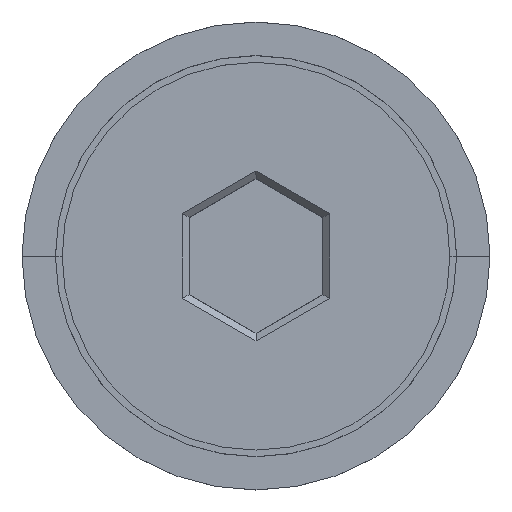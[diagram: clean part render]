
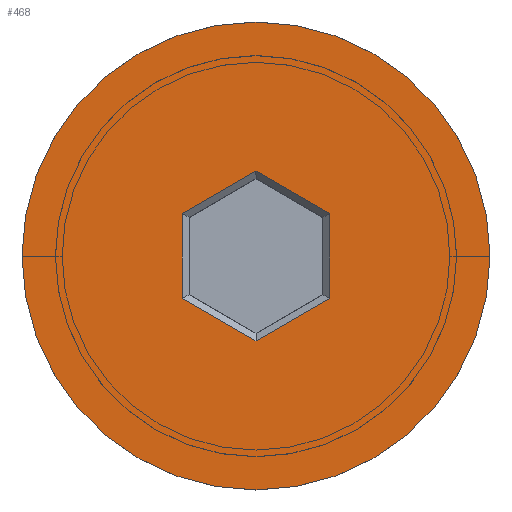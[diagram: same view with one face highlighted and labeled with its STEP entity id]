
A CAD part, top view. The second image highlights one B-rep face of the part: STEP entity #468.
In plain terms, the highlighted planar face has unit normal (0, 0, 1).
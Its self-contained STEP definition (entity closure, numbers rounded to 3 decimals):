
#20 = CARTESIAN_POINT ( 'NONE',  ( 0., 0., 0. ) ) ;
#40 = LINE ( 'NONE', #1283, #173 ) ;
#43 = VERTEX_POINT ( 'NONE', #652 ) ;
#75 = VERTEX_POINT ( 'NONE', #290 ) ;
#99 = ORIENTED_EDGE ( 'NONE', *, *, #1070, .T. ) ;
#111 = CARTESIAN_POINT ( 'NONE',  ( 1.1, -0.577, 0. ) ) ;
#125 = VECTOR ( 'NONE', #1492, 1000. ) ;
#135 = ORIENTED_EDGE ( 'NONE', *, *, #461, .T. ) ;
#159 = ORIENTED_EDGE ( 'NONE', *, *, #968, .T. ) ;
#163 = CARTESIAN_POINT ( 'NONE',  ( 0., -1.27, 0. ) ) ;
#173 = VECTOR ( 'NONE', #1530, 1000. ) ;
#250 = VERTEX_POINT ( 'NONE', #472 ) ;
#290 = CARTESIAN_POINT ( 'NONE',  ( 3.5, 0., 0. ) ) ;
#298 = LINE ( 'NONE', #417, #381 ) ;
#341 = ORIENTED_EDGE ( 'NONE', *, *, #911, .T. ) ;
#362 = DIRECTION ( 'NONE',  ( 0., 0., 1. ) ) ;
#381 = VECTOR ( 'NONE', #658, 1000. ) ;
#397 = DIRECTION ( 'NONE',  ( 0., 0., 1. ) ) ;
#401 = CARTESIAN_POINT ( 'NONE',  ( -1.1, 0.635, 0. ) ) ;
#417 = CARTESIAN_POINT ( 'NONE',  ( -1.05, -0.664, 0. ) ) ;
#427 = CARTESIAN_POINT ( 'NONE',  ( -0.05, 1.241, 0. ) ) ;
#461 = EDGE_CURVE ( 'NONE', #75, #852, #614, .T. ) ;
#468 = ADVANCED_FACE ( 'NONE', ( #1376, #864 ), #1388, .T. ) ;
#472 = CARTESIAN_POINT ( 'NONE',  ( 0., 1.27, 0. ) ) ;
#483 = ORIENTED_EDGE ( 'NONE', *, *, #501, .T. ) ;
#488 = CARTESIAN_POINT ( 'NONE',  ( 0., 0., 0. ) ) ;
#501 = EDGE_CURVE ( 'NONE', #1432, #1522, #298, .T. ) ;
#558 = VERTEX_POINT ( 'NONE', #1024 ) ;
#563 = AXIS2_PLACEMENT_3D ( 'NONE', #488, #1384, #1369 ) ;
#587 = VECTOR ( 'NONE', #1315, 1000. ) ;
#608 = ORIENTED_EDGE ( 'NONE', *, *, #746, .T. ) ;
#614 = CIRCLE ( 'NONE', #1380, 3.5 ) ;
#643 = DIRECTION ( 'NONE',  ( 1., 0., 0. ) ) ;
#652 = CARTESIAN_POINT ( 'NONE',  ( 1.1, 0.635, 0. ) ) ;
#656 = CARTESIAN_POINT ( 'NONE',  ( -1.1, 0.577, 0. ) ) ;
#658 = DIRECTION ( 'NONE',  ( -0.866, 0.5, 0. ) ) ;
#683 = DIRECTION ( 'NONE',  ( -0.866, -0.5, 0. ) ) ;
#710 = LINE ( 'NONE', #1323, #1036 ) ;
#746 = EDGE_CURVE ( 'NONE', #852, #75, #1383, .T. ) ;
#748 = DIRECTION ( 'NONE',  ( 1., 0., 0. ) ) ;
#808 = ORIENTED_EDGE ( 'NONE', *, *, #1217, .T. ) ;
#852 = VERTEX_POINT ( 'NONE', #1274 ) ;
#863 = EDGE_LOOP ( 'NONE', ( #159, #1393, #341, #808, #99, #483 ) ) ;
#864 = FACE_OUTER_BOUND ( 'NONE', #1193, .T. ) ;
#911 = EDGE_CURVE ( 'NONE', #250, #43, #40, .T. ) ;
#921 = DIRECTION ( 'NONE',  ( 0.866, 0.5, 0. ) ) ;
#959 = VECTOR ( 'NONE', #921, 1000. ) ;
#968 = EDGE_CURVE ( 'NONE', #1522, #1025, #1189, .T. ) ;
#1018 = EDGE_CURVE ( 'NONE', #1025, #250, #1428, .T. ) ;
#1024 = CARTESIAN_POINT ( 'NONE',  ( 1.1, -0.635, 0. ) ) ;
#1025 = VERTEX_POINT ( 'NONE', #401 ) ;
#1036 = VECTOR ( 'NONE', #683, 1000. ) ;
#1070 = EDGE_CURVE ( 'NONE', #558, #1432, #710, .T. ) ;
#1129 = LINE ( 'NONE', #111, #125 ) ;
#1189 = LINE ( 'NONE', #656, #587 ) ;
#1193 = EDGE_LOOP ( 'NONE', ( #135, #608 ) ) ;
#1217 = EDGE_CURVE ( 'NONE', #43, #558, #1129, .T. ) ;
#1274 = CARTESIAN_POINT ( 'NONE',  ( -3.5, 0., 0. ) ) ;
#1283 = CARTESIAN_POINT ( 'NONE',  ( 1.05, 0.664, 0. ) ) ;
#1315 = DIRECTION ( 'NONE',  ( 0., 1., 0. ) ) ;
#1323 = CARTESIAN_POINT ( 'NONE',  ( 0.05, -1.241, 0. ) ) ;
#1369 = DIRECTION ( 'NONE',  ( 1., 0., 0. ) ) ;
#1376 = FACE_BOUND ( 'NONE', #863, .T. ) ;
#1380 = AXIS2_PLACEMENT_3D ( 'NONE', #1504, #362, #748 ) ;
#1383 = CIRCLE ( 'NONE', #563, 3.5 ) ;
#1384 = DIRECTION ( 'NONE',  ( 0., 0., 1. ) ) ;
#1388 = PLANE ( 'NONE',  #1480 ) ;
#1393 = ORIENTED_EDGE ( 'NONE', *, *, #1018, .T. ) ;
#1428 = LINE ( 'NONE', #427, #959 ) ;
#1432 = VERTEX_POINT ( 'NONE', #163 ) ;
#1480 = AXIS2_PLACEMENT_3D ( 'NONE', #20, #397, #643 ) ;
#1492 = DIRECTION ( 'NONE',  ( 0., -1., 0. ) ) ;
#1504 = CARTESIAN_POINT ( 'NONE',  ( 0., 0., 0. ) ) ;
#1522 = VERTEX_POINT ( 'NONE', #1575 ) ;
#1530 = DIRECTION ( 'NONE',  ( 0.866, -0.5, 0. ) ) ;
#1575 = CARTESIAN_POINT ( 'NONE',  ( -1.1, -0.635, 0. ) ) ;
